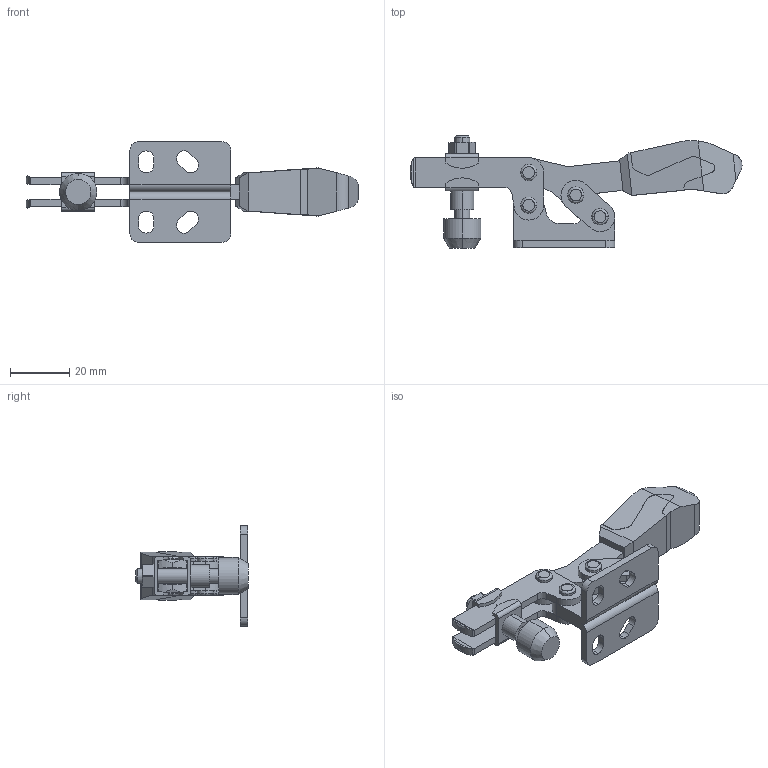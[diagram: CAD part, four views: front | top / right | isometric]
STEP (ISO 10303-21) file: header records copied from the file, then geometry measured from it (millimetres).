
FILE_DESCRIPTION(('STEP AP214'),'1');
FILE_NAME('HALDERN_EH_23330_1502.stp','2019-11-14T12:13:42',('TraceParts'),('TraceParts S.A.'),'Spatial InterOp 3D',' ',' ');
FILE_SCHEMA(('AUTOMOTIVE_DESIGN { 1 0 10303 214 1 1 1 1 }'));
Length unit declared in the file: millimetre
Products named in the file (1): HALDERN_EH_23330_1502_1
Bounding box: 111.85 x 38 x 34 mm (x, y, z)
Volume: 20772.1 mm3; surface area: 14224.1 mm2
Topology: 7 solids, 8 shells, 314 faces, 806 edges, 528 vertices
Faces by surface type: cylinder 147, plane 135, bspline 16, cone 16
Entity records: 12519 total; most frequent: CARTESIAN_POINT 2297, ORIENTED_EDGE 1612, DIRECTION 1584, EDGE_CURVE 806, AXIS2_PLACEMENT_3D 575, VERTEX_POINT 528, LINE 434, VECTOR 434
